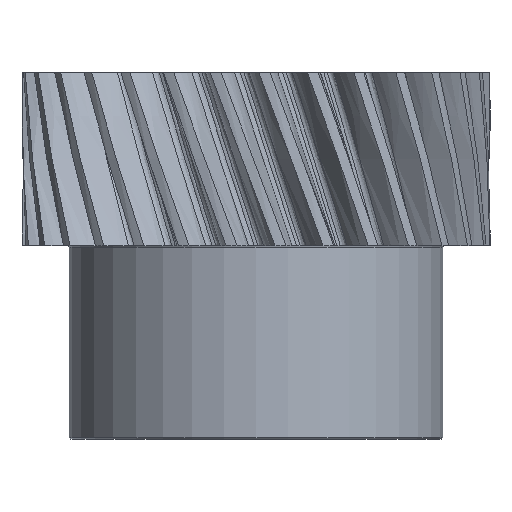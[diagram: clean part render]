
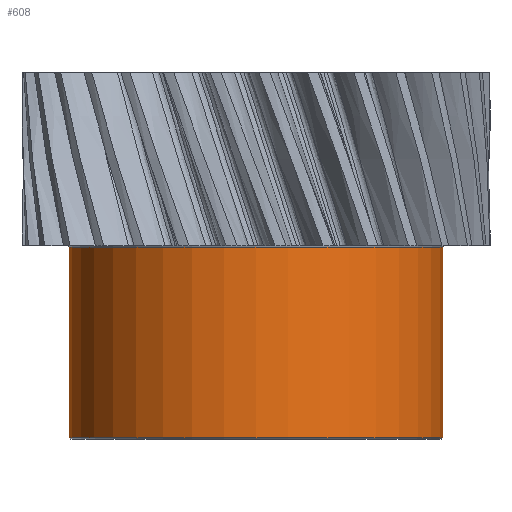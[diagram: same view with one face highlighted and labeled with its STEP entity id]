
A CAD part, front view. The second image highlights one B-rep face of the part: STEP entity #608.
In plain terms, the highlighted cylindrical face has radius 27 mm (diameter 54 mm), a partial arc.
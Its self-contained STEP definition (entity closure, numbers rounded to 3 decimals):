
#608=ADVANCED_FACE('NONE',(#1218),#1219,.T.);
#1218=FACE_OUTER_BOUND('',#11366,.T.);
#1219=CYLINDRICAL_SURFACE('',#11367,27.0);
#11366=EDGE_LOOP('',(#12840,#12841,#12842,#12843));
#11367=AXIS2_PLACEMENT_3D('',#12844,#12845,#12846);
#12840=ORIENTED_EDGE('',*,*,#12929,.F.);
#12841=ORIENTED_EDGE('',*,*,#13664,.T.);
#12842=ORIENTED_EDGE('',*,*,#12931,.T.);
#12843=ORIENTED_EDGE('',*,*,#12908,.T.);
#12844=CARTESIAN_POINT('',(0.0,0.0,-28.0));
#12845=DIRECTION('',(0.0,0.0,-1.0));
#12846=DIRECTION('',(1.0,0.0,0.0));
#12908=EDGE_CURVE('NONE',#13698,#13696,#13699,.T.);
#12929=EDGE_CURVE('NONE',#13723,#13696,#13732,.T.);
#12931=EDGE_CURVE('NONE',#13725,#13698,#13734,.T.);
#13664=EDGE_CURVE('NONE',#13723,#13725,#14828,.T.);
#13696=VERTEX_POINT('NONE',#14901);
#13698=VERTEX_POINT('NONE',#14903);
#13699=CIRCLE('',#14904,27.0);
#13723=VERTEX_POINT('NONE',#14932);
#13725=VERTEX_POINT('NONE',#14935);
#13732=LINE('',#14945,#14946);
#13734=LINE('',#14948,#14949);
#14828=CIRCLE('',#19072,27.0);
#14901=CARTESIAN_POINT('',(-27.0,0.,-0.2));
#14903=CARTESIAN_POINT('',(27.0,0.0,-0.2));
#14904=AXIS2_PLACEMENT_3D('',#19098,#19099,#19100);
#14932=CARTESIAN_POINT('',(-27.0,0.,-27.8));
#14935=CARTESIAN_POINT('',(27.0,0.0,-27.8));
#14945=CARTESIAN_POINT('',(-27.0,0.,-28.0));
#14946=VECTOR('',#19130,1000.0);
#14948=CARTESIAN_POINT('',(27.0,0.0,-28.0));
#14949=VECTOR('',#19134,1000.0);
#19072=AXIS2_PLACEMENT_3D('',#19593,#19594,#19595);
#19098=CARTESIAN_POINT('',(0.0,0.0,-0.2));
#19099=DIRECTION('',(0.0,0.0,-1.0));
#19100=DIRECTION('',(1.0,0.0,0.0));
#19130=DIRECTION('',(0.0,0.0,1.0));
#19134=DIRECTION('',(0.0,0.0,1.0));
#19593=CARTESIAN_POINT('',(0.0,0.0,-27.8));
#19594=DIRECTION('',(0.0,-0.0,1.0));
#19595=DIRECTION('',(1.0,0.0,0.0));
